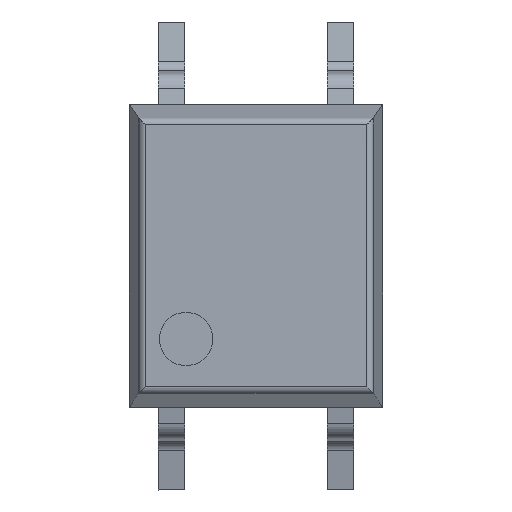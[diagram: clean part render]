
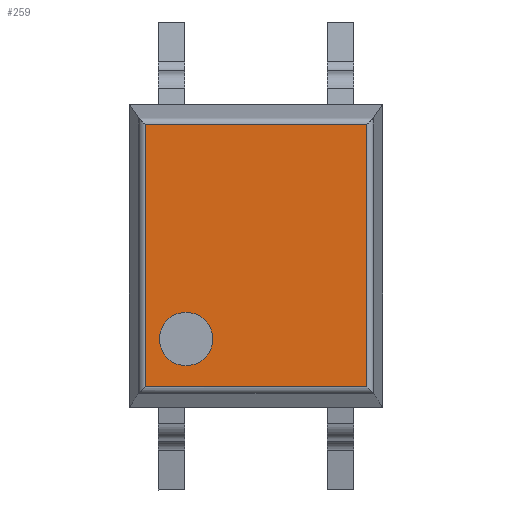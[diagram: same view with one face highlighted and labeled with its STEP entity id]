
A CAD part, top view. The second image highlights one B-rep face of the part: STEP entity #259.
In plain terms, the highlighted planar face has unit normal (0, 0, 1).
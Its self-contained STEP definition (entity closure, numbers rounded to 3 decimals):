
#24 = VERTEX_POINT('',#25);
#25 = CARTESIAN_POINT('',(-0.65,-1.25,2.2));
#32 = CYLINDRICAL_SURFACE('',#33,0.4);
#33 = AXIS2_PLACEMENT_3D('',#34,#35,#36);
#34 = CARTESIAN_POINT('',(-1.05,-1.25,2.2));
#35 = DIRECTION('',(0.,0.,1.));
#36 = DIRECTION('',(1.,0.,-0.));
#44 = CYLINDRICAL_SURFACE('',#45,0.4);
#45 = AXIS2_PLACEMENT_3D('',#46,#47,#48);
#46 = CARTESIAN_POINT('',(-1.05,-1.25,2.2));
#47 = DIRECTION('',(0.,0.,1.));
#48 = DIRECTION('',(1.,0.,-0.));
#56 = EDGE_CURVE('',#57,#24,#59,.T.);
#57 = VERTEX_POINT('',#58);
#58 = CARTESIAN_POINT('',(-1.45,-1.25,2.2));
#59 = SURFACE_CURVE('',#60,(#65,#72),.PCURVE_S1.);
#60 = CIRCLE('',#61,0.4);
#61 = AXIS2_PLACEMENT_3D('',#62,#63,#64);
#62 = CARTESIAN_POINT('',(-1.05,-1.25,2.2));
#63 = DIRECTION('',(0.,0.,1.));
#64 = DIRECTION('',(1.,0.,-0.));
#65 = PCURVE('',#32,#66);
#66 = DEFINITIONAL_REPRESENTATION('',(#67),#71);
#67 = LINE('',#68,#69);
#68 = CARTESIAN_POINT('',(0.,0.));
#69 = VECTOR('',#70,1.);
#70 = DIRECTION('',(1.,0.));
#71 = ( GEOMETRIC_REPRESENTATION_CONTEXT(2) 
PARAMETRIC_REPRESENTATION_CONTEXT() REPRESENTATION_CONTEXT('2D SPACE',''
  ) );
#72 = PCURVE('',#73,#78);
#73 = PLANE('',#74);
#74 = AXIS2_PLACEMENT_3D('',#75,#76,#77);
#75 = CARTESIAN_POINT('',(0.,0.,2.2));
#76 = DIRECTION('',(0.,0.,-1.));
#77 = DIRECTION('',(-1.,0.,-0.));
#78 = DEFINITIONAL_REPRESENTATION('',(#79),#87);
#79 = ( BOUNDED_CURVE() B_SPLINE_CURVE(2,(#80,#81,#82,#83,#84,#85,#86),
.UNSPECIFIED.,.T.,.F.) B_SPLINE_CURVE_WITH_KNOTS((1,2,2,2,2,1),(
    -2.094,0.,2.094,4.189,6.283,
8.378),.UNSPECIFIED.) CURVE() GEOMETRIC_REPRESENTATION_ITEM() 
RATIONAL_B_SPLINE_CURVE((1.,0.5,1.,0.5,1.,0.5,1.)) REPRESENTATION_ITEM(
  '') );
#80 = CARTESIAN_POINT('',(0.65,-1.25));
#81 = CARTESIAN_POINT('',(0.65,-0.557));
#82 = CARTESIAN_POINT('',(1.25,-0.904));
#83 = CARTESIAN_POINT('',(1.85,-1.25));
#84 = CARTESIAN_POINT('',(1.25,-1.596));
#85 = CARTESIAN_POINT('',(0.65,-1.943));
#86 = CARTESIAN_POINT('',(0.65,-1.25));
#87 = ( GEOMETRIC_REPRESENTATION_CONTEXT(2) 
PARAMETRIC_REPRESENTATION_CONTEXT() REPRESENTATION_CONTEXT('2D SPACE',''
  ) );
#259 = ADVANCED_FACE('',(#260,#289),#73,.F.);
#260 = FACE_BOUND('',#261,.T.);
#261 = EDGE_LOOP('',(#262,#288));
#262 = ORIENTED_EDGE('',*,*,#263,.F.);
#263 = EDGE_CURVE('',#24,#57,#264,.T.);
#264 = SURFACE_CURVE('',#265,(#270,#281),.PCURVE_S1.);
#265 = CIRCLE('',#266,0.4);
#266 = AXIS2_PLACEMENT_3D('',#267,#268,#269);
#267 = CARTESIAN_POINT('',(-1.05,-1.25,2.2));
#268 = DIRECTION('',(0.,0.,1.));
#269 = DIRECTION('',(1.,0.,-0.));
#270 = PCURVE('',#73,#271);
#271 = DEFINITIONAL_REPRESENTATION('',(#272),#280);
#272 = ( BOUNDED_CURVE() B_SPLINE_CURVE(2,(#273,#274,#275,#276,#277,#278
,#279),.UNSPECIFIED.,.T.,.F.) B_SPLINE_CURVE_WITH_KNOTS((1,2,2,2,2,1),(
    -2.094,0.,2.094,4.189,6.283,
8.378),.UNSPECIFIED.) CURVE() GEOMETRIC_REPRESENTATION_ITEM() 
RATIONAL_B_SPLINE_CURVE((1.,0.5,1.,0.5,1.,0.5,1.)) REPRESENTATION_ITEM(
  '') );
#273 = CARTESIAN_POINT('',(0.65,-1.25));
#274 = CARTESIAN_POINT('',(0.65,-0.557));
#275 = CARTESIAN_POINT('',(1.25,-0.904));
#276 = CARTESIAN_POINT('',(1.85,-1.25));
#277 = CARTESIAN_POINT('',(1.25,-1.596));
#278 = CARTESIAN_POINT('',(0.65,-1.943));
#279 = CARTESIAN_POINT('',(0.65,-1.25));
#280 = ( GEOMETRIC_REPRESENTATION_CONTEXT(2) 
PARAMETRIC_REPRESENTATION_CONTEXT() REPRESENTATION_CONTEXT('2D SPACE',''
  ) );
#281 = PCURVE('',#44,#282);
#282 = DEFINITIONAL_REPRESENTATION('',(#283),#287);
#283 = LINE('',#284,#285);
#284 = CARTESIAN_POINT('',(0.,0.));
#285 = VECTOR('',#286,1.);
#286 = DIRECTION('',(1.,0.));
#287 = ( GEOMETRIC_REPRESENTATION_CONTEXT(2) 
PARAMETRIC_REPRESENTATION_CONTEXT() REPRESENTATION_CONTEXT('2D SPACE',''
  ) );
#288 = ORIENTED_EDGE('',*,*,#56,.F.);
#289 = FACE_BOUND('',#290,.T.);
#290 = EDGE_LOOP('',(#291,#321,#349,#377));
#291 = ORIENTED_EDGE('',*,*,#292,.F.);
#292 = EDGE_CURVE('',#293,#295,#297,.T.);
#293 = VERTEX_POINT('',#294);
#294 = CARTESIAN_POINT('',(-1.664,1.97,2.2));
#295 = VERTEX_POINT('',#296);
#296 = CARTESIAN_POINT('',(1.664,1.97,2.2));
#297 = SURFACE_CURVE('',#298,(#302,#309),.PCURVE_S1.);
#298 = LINE('',#299,#300);
#299 = CARTESIAN_POINT('',(0.,1.97,2.2));
#300 = VECTOR('',#301,1.);
#301 = DIRECTION('',(1.,-0.,0.));
#302 = PCURVE('',#73,#303);
#303 = DEFINITIONAL_REPRESENTATION('',(#304),#308);
#304 = LINE('',#305,#306);
#305 = CARTESIAN_POINT('',(0.,1.97));
#306 = VECTOR('',#307,1.);
#307 = DIRECTION('',(-1.,0.));
#308 = ( GEOMETRIC_REPRESENTATION_CONTEXT(2) 
PARAMETRIC_REPRESENTATION_CONTEXT() REPRESENTATION_CONTEXT('2D SPACE',''
  ) );
#309 = PCURVE('',#310,#315);
#310 = CYLINDRICAL_SURFACE('',#311,0.1);
#311 = AXIS2_PLACEMENT_3D('',#312,#313,#314);
#312 = CARTESIAN_POINT('',(-1.944,1.97,2.1));
#313 = DIRECTION('',(1.,0.,0.));
#314 = DIRECTION('',(0.,0.,-1.));
#315 = DEFINITIONAL_REPRESENTATION('',(#316),#320);
#316 = LINE('',#317,#318);
#317 = CARTESIAN_POINT('',(3.142,1.944));
#318 = VECTOR('',#319,1.);
#319 = DIRECTION('',(0.,1.));
#320 = ( GEOMETRIC_REPRESENTATION_CONTEXT(2) 
PARAMETRIC_REPRESENTATION_CONTEXT() REPRESENTATION_CONTEXT('2D SPACE',''
  ) );
#321 = ORIENTED_EDGE('',*,*,#322,.F.);
#322 = EDGE_CURVE('',#323,#293,#325,.T.);
#323 = VERTEX_POINT('',#324);
#324 = CARTESIAN_POINT('',(-1.664,-1.97,2.2));
#325 = SURFACE_CURVE('',#326,(#330,#337),.PCURVE_S1.);
#326 = LINE('',#327,#328);
#327 = CARTESIAN_POINT('',(-1.664,0.,2.2));
#328 = VECTOR('',#329,1.);
#329 = DIRECTION('',(0.,1.,0.));
#330 = PCURVE('',#73,#331);
#331 = DEFINITIONAL_REPRESENTATION('',(#332),#336);
#332 = LINE('',#333,#334);
#333 = CARTESIAN_POINT('',(1.664,0.));
#334 = VECTOR('',#335,1.);
#335 = DIRECTION('',(0.,1.));
#336 = ( GEOMETRIC_REPRESENTATION_CONTEXT(2) 
PARAMETRIC_REPRESENTATION_CONTEXT() REPRESENTATION_CONTEXT('2D SPACE',''
  ) );
#337 = PCURVE('',#338,#343);
#338 = CYLINDRICAL_SURFACE('',#339,0.1);
#339 = AXIS2_PLACEMENT_3D('',#340,#341,#342);
#340 = CARTESIAN_POINT('',(-1.664,-2.27,2.1));
#341 = DIRECTION('',(0.,1.,0.));
#342 = DIRECTION('',(0.,-0.,1.));
#343 = DEFINITIONAL_REPRESENTATION('',(#344),#348);
#344 = LINE('',#345,#346);
#345 = CARTESIAN_POINT('',(6.283,2.27));
#346 = VECTOR('',#347,1.);
#347 = DIRECTION('',(0.,1.));
#348 = ( GEOMETRIC_REPRESENTATION_CONTEXT(2) 
PARAMETRIC_REPRESENTATION_CONTEXT() REPRESENTATION_CONTEXT('2D SPACE',''
  ) );
#349 = ORIENTED_EDGE('',*,*,#350,.F.);
#350 = EDGE_CURVE('',#351,#323,#353,.T.);
#351 = VERTEX_POINT('',#352);
#352 = CARTESIAN_POINT('',(1.664,-1.97,2.2));
#353 = SURFACE_CURVE('',#354,(#358,#365),.PCURVE_S1.);
#354 = LINE('',#355,#356);
#355 = CARTESIAN_POINT('',(0.,-1.97,2.2));
#356 = VECTOR('',#357,1.);
#357 = DIRECTION('',(-1.,0.,-0.));
#358 = PCURVE('',#73,#359);
#359 = DEFINITIONAL_REPRESENTATION('',(#360),#364);
#360 = LINE('',#361,#362);
#361 = CARTESIAN_POINT('',(-0.,-1.97));
#362 = VECTOR('',#363,1.);
#363 = DIRECTION('',(1.,0.));
#364 = ( GEOMETRIC_REPRESENTATION_CONTEXT(2) 
PARAMETRIC_REPRESENTATION_CONTEXT() REPRESENTATION_CONTEXT('2D SPACE',''
  ) );
#365 = PCURVE('',#366,#371);
#366 = CYLINDRICAL_SURFACE('',#367,0.1);
#367 = AXIS2_PLACEMENT_3D('',#368,#369,#370);
#368 = CARTESIAN_POINT('',(1.944,-1.97,2.1));
#369 = DIRECTION('',(-1.,0.,0.));
#370 = DIRECTION('',(0.,0.,1.));
#371 = DEFINITIONAL_REPRESENTATION('',(#372),#376);
#372 = LINE('',#373,#374);
#373 = CARTESIAN_POINT('',(6.283,1.944));
#374 = VECTOR('',#375,1.);
#375 = DIRECTION('',(0.,1.));
#376 = ( GEOMETRIC_REPRESENTATION_CONTEXT(2) 
PARAMETRIC_REPRESENTATION_CONTEXT() REPRESENTATION_CONTEXT('2D SPACE',''
  ) );
#377 = ORIENTED_EDGE('',*,*,#378,.F.);
#378 = EDGE_CURVE('',#295,#351,#379,.T.);
#379 = SURFACE_CURVE('',#380,(#384,#391),.PCURVE_S1.);
#380 = LINE('',#381,#382);
#381 = CARTESIAN_POINT('',(1.664,0.,2.2));
#382 = VECTOR('',#383,1.);
#383 = DIRECTION('',(-0.,-1.,-0.));
#384 = PCURVE('',#73,#385);
#385 = DEFINITIONAL_REPRESENTATION('',(#386),#390);
#386 = LINE('',#387,#388);
#387 = CARTESIAN_POINT('',(-1.664,0.));
#388 = VECTOR('',#389,1.);
#389 = DIRECTION('',(0.,-1.));
#390 = ( GEOMETRIC_REPRESENTATION_CONTEXT(2) 
PARAMETRIC_REPRESENTATION_CONTEXT() REPRESENTATION_CONTEXT('2D SPACE',''
  ) );
#391 = PCURVE('',#392,#397);
#392 = CYLINDRICAL_SURFACE('',#393,0.1);
#393 = AXIS2_PLACEMENT_3D('',#394,#395,#396);
#394 = CARTESIAN_POINT('',(1.664,2.27,2.1));
#395 = DIRECTION('',(0.,-1.,0.));
#396 = DIRECTION('',(0.,0.,-1.));
#397 = DEFINITIONAL_REPRESENTATION('',(#398),#402);
#398 = LINE('',#399,#400);
#399 = CARTESIAN_POINT('',(3.142,2.27));
#400 = VECTOR('',#401,1.);
#401 = DIRECTION('',(0.,1.));
#402 = ( GEOMETRIC_REPRESENTATION_CONTEXT(2) 
PARAMETRIC_REPRESENTATION_CONTEXT() REPRESENTATION_CONTEXT('2D SPACE',''
  ) );
